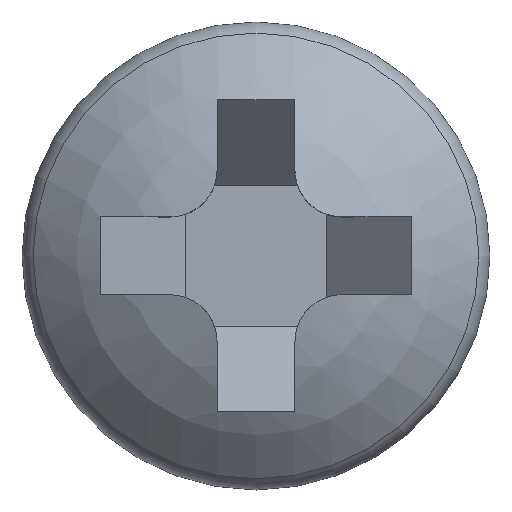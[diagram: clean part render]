
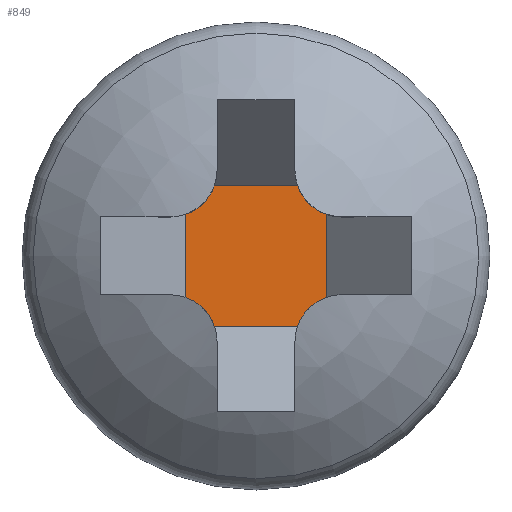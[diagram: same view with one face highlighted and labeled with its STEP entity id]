
A CAD part, top view. The second image highlights one B-rep face of the part: STEP entity #849.
In plain terms, the highlighted planar face has unit normal (0, 0, 1).
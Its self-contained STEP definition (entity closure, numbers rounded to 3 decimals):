
#33=PLANE('',#940);
#79=FACE_OUTER_BOUND('',#126,.T.);
#126=EDGE_LOOP('',(#716,#717,#718,#719,#720,#721,#722,#723));
#147=CIRCLE('',#905,0.6);
#164=CIRCLE('',#927,0.6);
#165=CIRCLE('',#931,0.6);
#166=CIRCLE('',#936,0.6);
#250=LINE('',#2739,#299);
#252=LINE('',#2743,#301);
#253=LINE('',#2744,#302);
#254=LINE('',#2745,#303);
#299=VECTOR('',#1117,10.);
#301=VECTOR('',#1123,10.);
#302=VECTOR('',#1124,10.);
#303=VECTOR('',#1125,10.);
#356=VERTEX_POINT('',#2587);
#360=VERTEX_POINT('',#2609);
#381=VERTEX_POINT('',#2701);
#382=VERTEX_POINT('',#2703);
#385=VERTEX_POINT('',#2711);
#386=VERTEX_POINT('',#2713);
#389=VERTEX_POINT('',#2721);
#391=VERTEX_POINT('',#2726);
#467=EDGE_CURVE('',#356,#360,#147,.T.);
#492=EDGE_CURVE('',#381,#382,#164,.F.);
#497=EDGE_CURVE('',#385,#386,#165,.F.);
#505=EDGE_CURVE('',#389,#391,#166,.T.);
#511=EDGE_CURVE('',#382,#385,#250,.T.);
#513=EDGE_CURVE('',#356,#381,#252,.T.);
#514=EDGE_CURVE('',#389,#360,#253,.T.);
#515=EDGE_CURVE('',#386,#391,#254,.T.);
#716=ORIENTED_EDGE('',*,*,#511,.F.);
#717=ORIENTED_EDGE('',*,*,#492,.F.);
#718=ORIENTED_EDGE('',*,*,#513,.F.);
#719=ORIENTED_EDGE('',*,*,#467,.T.);
#720=ORIENTED_EDGE('',*,*,#514,.F.);
#721=ORIENTED_EDGE('',*,*,#505,.T.);
#722=ORIENTED_EDGE('',*,*,#515,.F.);
#723=ORIENTED_EDGE('',*,*,#497,.F.);
#849=ADVANCED_FACE('',(#79),#33,.F.);
#905=AXIS2_PLACEMENT_3D('',#2611,#1034,#1035);
#927=AXIS2_PLACEMENT_3D('',#2704,#1082,#1083);
#931=AXIS2_PLACEMENT_3D('',#2714,#1092,#1093);
#936=AXIS2_PLACEMENT_3D('',#2728,#1106,#1107);
#940=AXIS2_PLACEMENT_3D('',#2742,#1121,#1122);
#1034=DIRECTION('center_axis',(0.,0.,-1.));
#1035=DIRECTION('ref_axis',(0.707,-0.707,0.));
#1082=DIRECTION('center_axis',(0.,0.,-1.));
#1083=DIRECTION('ref_axis',(-0.707,-0.707,0.));
#1092=DIRECTION('center_axis',(0.,0.,-1.));
#1093=DIRECTION('ref_axis',(-0.707,0.707,0.));
#1106=DIRECTION('center_axis',(0.,0.,-1.));
#1107=DIRECTION('ref_axis',(0.707,0.707,0.));
#1117=DIRECTION('',(0.,-1.,0.));
#1121=DIRECTION('center_axis',(0.,0.,-1.));
#1122=DIRECTION('ref_axis',(-1.,0.,0.));
#1123=DIRECTION('',(1.,0.,0.));
#1124=DIRECTION('',(0.,1.,0.));
#1125=DIRECTION('',(-1.,0.,0.));
#2587=CARTESIAN_POINT('',(-0.534,0.9,0.4));
#2609=CARTESIAN_POINT('',(-0.9,0.534,0.4));
#2611=CARTESIAN_POINT('Origin',(-1.1,1.1,0.4));
#2701=CARTESIAN_POINT('',(0.534,0.9,0.4));
#2703=CARTESIAN_POINT('',(0.9,0.534,0.4));
#2704=CARTESIAN_POINT('Origin',(1.1,1.1,0.4));
#2711=CARTESIAN_POINT('',(0.9,-0.534,0.4));
#2713=CARTESIAN_POINT('',(0.534,-0.9,0.4));
#2714=CARTESIAN_POINT('Origin',(1.1,-1.1,0.4));
#2721=CARTESIAN_POINT('',(-0.9,-0.534,0.4));
#2726=CARTESIAN_POINT('',(-0.534,-0.9,0.4));
#2728=CARTESIAN_POINT('Origin',(-1.1,-1.1,0.4));
#2739=CARTESIAN_POINT('',(0.9,0.25,0.4));
#2742=CARTESIAN_POINT('Origin',(0.,0.,0.4));
#2743=CARTESIAN_POINT('',(-0.25,0.9,0.4));
#2744=CARTESIAN_POINT('',(-0.9,-0.25,0.4));
#2745=CARTESIAN_POINT('',(0.25,-0.9,0.4));
